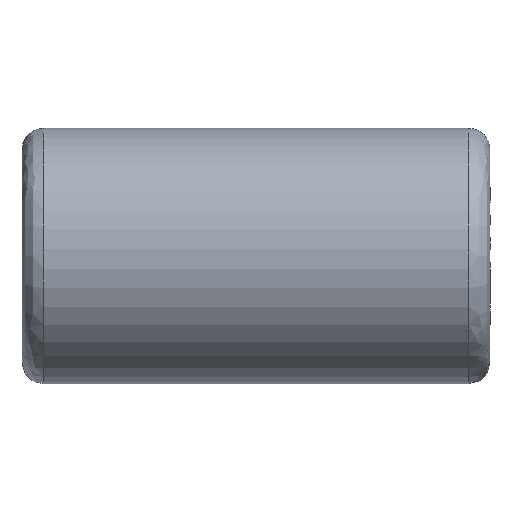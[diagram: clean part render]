
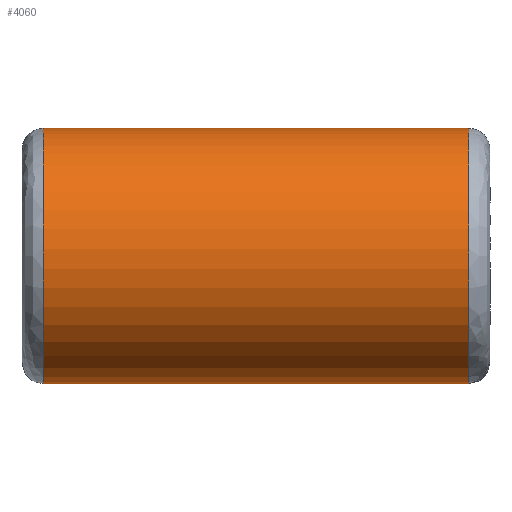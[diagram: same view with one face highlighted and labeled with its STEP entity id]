
A CAD part, front view. The second image highlights one B-rep face of the part: STEP entity #4060.
In plain terms, the highlighted free-form (B-spline) face has degree [3, 1] with [7, 2] control points.
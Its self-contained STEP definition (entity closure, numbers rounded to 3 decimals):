
#3030 = CARTESIAN_POINT ('', (1., 0., 6.));
#3040 = VERTEX_POINT ('', #3030);
#3120 = CARTESIAN_POINT ('', (1., 0., -6.));
#3130 = VERTEX_POINT ('', #3120);
#3140 = CARTESIAN_POINT ('', (1., 0., 6.));
#3150 = CARTESIAN_POINT ('', (1., 12., 6.));
#3160 = CARTESIAN_POINT ('', (1., 12., -6.));
#3170 = CARTESIAN_POINT ('', (1., 0., -6.));
#3180 = (
   BOUNDED_CURVE ()
   B_SPLINE_CURVE (3, (#3140, #3150, #3160, #3170), .UNSPECIFIED., .F., .U.)
   B_SPLINE_CURVE_WITH_KNOTS ((4, 4), (0., 1.), .UNSPECIFIED.)
   CURVE ()
   GEOMETRIC_REPRESENTATION_ITEM ()
   RATIONAL_B_SPLINE_CURVE ((0.957, 0.319, 0.319, 0.957))
   REPRESENTATION_ITEM ('')
);
#3190 = EDGE_CURVE ('', #3040, #3130, #3180, .T.);
#3210 = CARTESIAN_POINT ('', (1., 0., -6.));
#3220 = CARTESIAN_POINT ('', (1., -12., -6.));
#3230 = CARTESIAN_POINT ('', (1., -12., 6.));
#3240 = CARTESIAN_POINT ('', (1., 0., 6.));
#3250 = (
   BOUNDED_CURVE ()
   B_SPLINE_CURVE (3, (#3210, #3220, #3230, #3240), .UNSPECIFIED., .F., .U.)
   B_SPLINE_CURVE_WITH_KNOTS ((4, 4), (0., 1.), .UNSPECIFIED.)
   CURVE ()
   GEOMETRIC_REPRESENTATION_ITEM ()
   RATIONAL_B_SPLINE_CURVE ((0.957, 0.319, 0.319, 0.957))
   REPRESENTATION_ITEM ('')
);
#3260 = EDGE_CURVE ('', #3130, #3040, #3250, .T.);
#3630 = CARTESIAN_POINT ('', (21., 0., 6.));
#3640 = VERTEX_POINT ('', #3630);
#3650 = CARTESIAN_POINT ('', (21., 0., -6.));
#3660 = VERTEX_POINT ('', #3650);
#3670 = CARTESIAN_POINT ('', (21., 0., 6.));
#3680 = CARTESIAN_POINT ('', (21., 12., 6.));
#3690 = CARTESIAN_POINT ('', (21., 12., -6.));
#3700 = CARTESIAN_POINT ('', (21., 0., -6.));
#3710 = (
   BOUNDED_CURVE ()
   B_SPLINE_CURVE (3, (#3670, #3680, #3690, #3700), .UNSPECIFIED., .F., .U.)
   B_SPLINE_CURVE_WITH_KNOTS ((4, 4), (0., 1.), .UNSPECIFIED.)
   CURVE ()
   GEOMETRIC_REPRESENTATION_ITEM ()
   RATIONAL_B_SPLINE_CURVE ((1., 0.333, 0.333, 1.))
   REPRESENTATION_ITEM ('')
);
#3720 = EDGE_CURVE ('', #3640, #3660, #3710, .T.);
#3730 = ORIENTED_EDGE ('', *, *, #3720, .T.);
#3740 = CARTESIAN_POINT ('', (21., 0., -6.));
#3750 = CARTESIAN_POINT ('', (1., 0., -6.));
#3760 = B_SPLINE_CURVE_WITH_KNOTS ('', 1, (#3740, #3750), .UNSPECIFIED., .F., .U., (2, 2), (0., 1.), .UNSPECIFIED.);
#3770 = EDGE_CURVE ('', #3660, #3130, #3760, .T.);
#3780 = ORIENTED_EDGE ('', *, *, #3770, .T.);
#3790 = ORIENTED_EDGE ('', *, *, #3190, .F.);
#3800 = ORIENTED_EDGE ('', *, *, #3260, .F.);
#3810 = ORIENTED_EDGE ('', *, *, #3770, .F.);
#3820 = CARTESIAN_POINT ('', (21., 0., -6.));
#3830 = CARTESIAN_POINT ('', (21., -12., -6.));
#3840 = CARTESIAN_POINT ('', (21., -12., 6.));
#3850 = CARTESIAN_POINT ('', (21., 0., 6.));
#3860 = (
   BOUNDED_CURVE ()
   B_SPLINE_CURVE (3, (#3820, #3830, #3840, #3850), .UNSPECIFIED., .F., .U.)
   B_SPLINE_CURVE_WITH_KNOTS ((4, 4), (0., 1.), .UNSPECIFIED.)
   CURVE ()
   GEOMETRIC_REPRESENTATION_ITEM ()
   RATIONAL_B_SPLINE_CURVE ((1., 0.333, 0.333, 1.))
   REPRESENTATION_ITEM ('')
);
#3870 = EDGE_CURVE ('', #3660, #3640, #3860, .T.);
#3880 = ORIENTED_EDGE ('', *, *, #3870, .T.);
#3890 = EDGE_LOOP ('', (#3730, #3780, #3790, #3800, #3810, #3880));
#3900 = FACE_OUTER_BOUND ('', #3890, .T.);
#3910 = CARTESIAN_POINT ('', (-1., 0., -6.));
#3920 = CARTESIAN_POINT ('', (23., 0., -6.));
#3930 = CARTESIAN_POINT ('', (-1., 12., -6.));
#3940 = CARTESIAN_POINT ('', (23., 12., -6.));
#3950 = CARTESIAN_POINT ('', (-1., 12., 6.));
#3960 = CARTESIAN_POINT ('', (23., 12., 6.));
#3970 = CARTESIAN_POINT ('', (-1., 0., 6.));
#3980 = CARTESIAN_POINT ('', (23., 0., 6.));
#3990 = CARTESIAN_POINT ('', (-1., -12., 6.));
#4000 = CARTESIAN_POINT ('', (23., -12., 6.));
#4010 = CARTESIAN_POINT ('', (-1., -12., -6.));
#4020 = CARTESIAN_POINT ('', (23., -12., -6.));
#4030 = CARTESIAN_POINT ('', (-1., 0., -6.));
#4040 = CARTESIAN_POINT ('', (23., 0., -6.));
#4050 = (
   BOUNDED_SURFACE ()
   B_SPLINE_SURFACE (3, 1, ((#3910, #3920), (#3930, #3940), (#3950, #3960), (#3970, #3980), (#3990, #4000), (#4010, #4020), (#4030, #4040)), .UNSPECIFIED., .T., .F., .U.)
   B_SPLINE_SURFACE_WITH_KNOTS ((4, 3, 4), (2, 2), (0., 0.5, 1.), (0., 1.), .UNSPECIFIED.)
   SURFACE ()
   GEOMETRIC_REPRESENTATION_ITEM ()
   RATIONAL_B_SPLINE_SURFACE (((1., 1.), (0.333, 0.333), (0.333, 0.333), (1., 1.), (0.333, 0.333), (0.333, 0.333), (1., 1.)))
   REPRESENTATION_ITEM ('')
);
#4060 = ADVANCED_FACE ('', (#3900), #4050, .T.);
